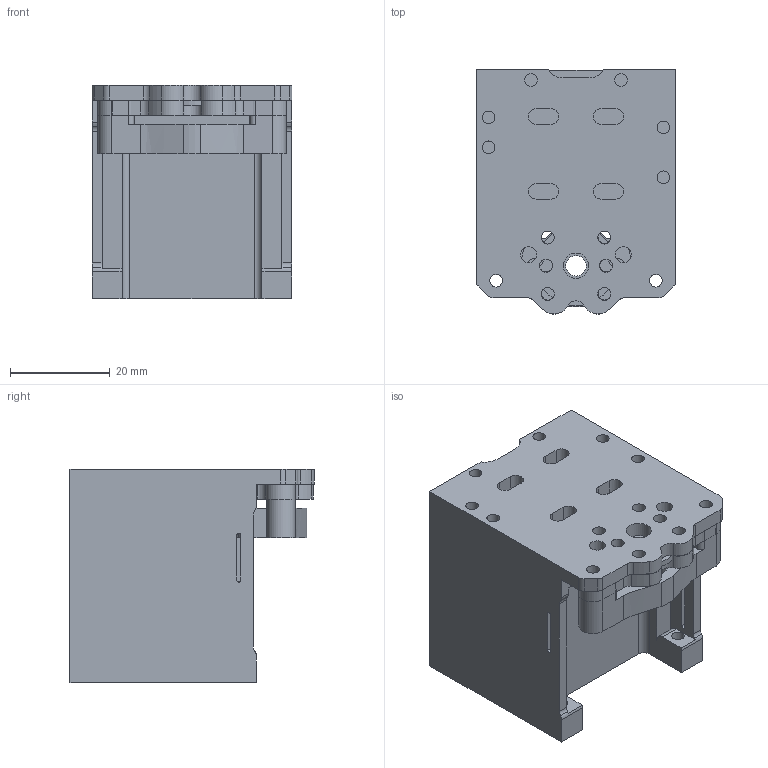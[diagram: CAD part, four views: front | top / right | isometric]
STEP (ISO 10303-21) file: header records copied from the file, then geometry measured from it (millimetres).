
FILE_DESCRIPTION(/* description */ ('Mockup reference model of V-Core 3 Vz-Printhead'),/* implementation_level */ '2;1');
FILE_NAME(/* name */ 'Vz-PrintHead Vcore3.step',/* time_stamp */ '2022-08-28T22:04:17-04:00',/* author */ ('Simon Vez'),/* organization */ ('VzBoT3D'),/* preprocessor_version */ 'ST-DEVELOPER v19',/* originating_system */ 'Autodesk Translation Framework v11.7.0.108',/* authorisation */ '');
FILE_SCHEMA (('AUTOMOTIVE_DESIGN { 1 0 10303 214 3 1 1 }'));
Length unit declared in the file: millimetre
Products named in the file (5): Vz-PrintHead Vcore3 mock up; Hotend adapter plate; LGX-Dragon/Rapido-Nova adapter; GrooveMount adapter (1); 1.1mm printed spacer 
Assembly tree (4 placements, depth 3):
  Vz-PrintHead Vcore3 mock up
    Hotend adapter plate
    LGX-Dragon/Rapido-Nova adapter
    GrooveMount adapter (1)
      1.1mm printed spacer 
Bounding box: 40 x 48.86 x 42.77 mm (x, y, z)
Volume: 53428.4 mm3; surface area: 15600.1 mm2
Topology: 4 solids, 4 shells, 226 faces, 574 edges, 382 vertices
Faces by surface type: cylinder 121, plane 103, bspline 2
Full cylindrical faces by diameter (mm): 2.5 x1, 2.529 x19, 2.6 x10, 3.1 x6, 3.2 x2, 4.1 x1, 5.035 x1, 5.75 x1, 12.05 x1
Entity records: 7274 total; most frequent: CARTESIAN_POINT 1306, DIRECTION 1284, ORIENTED_EDGE 1148, EDGE_CURVE 574, AXIS2_PLACEMENT_3D 480, VERTEX_POINT 382, LINE 324, VECTOR 324
